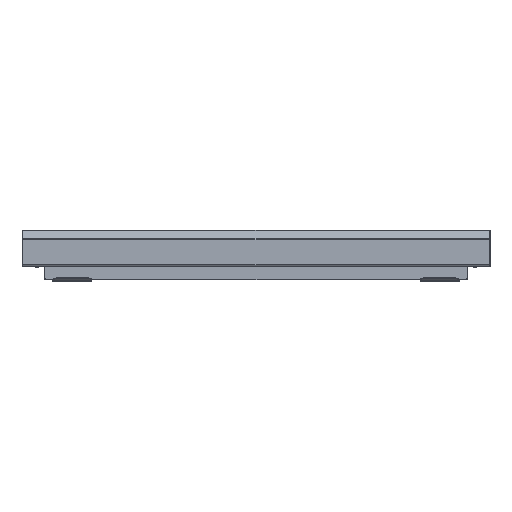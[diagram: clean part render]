
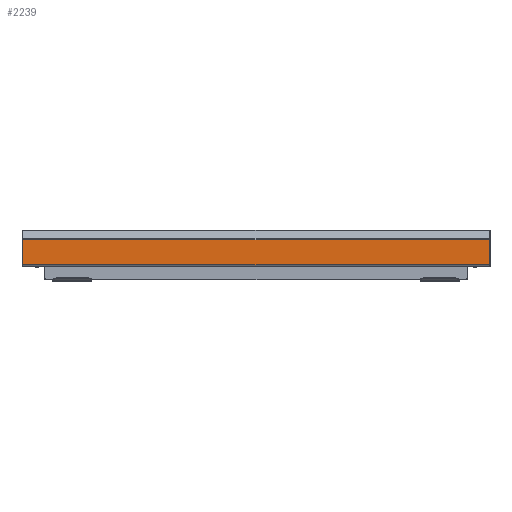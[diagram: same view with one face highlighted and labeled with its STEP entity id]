
A CAD part, top view. The second image highlights one B-rep face of the part: STEP entity #2239.
In plain terms, the highlighted planar face has unit normal (0, 0, 1).
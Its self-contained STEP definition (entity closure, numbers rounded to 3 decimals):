
#91 = CARTESIAN_POINT ( 'NONE',  ( 477.5, -19.054, 243. ) ) ;
#315 = DIRECTION ( 'NONE',  ( 0., 0., 1. ) ) ;
#747 = VECTOR ( 'NONE', #15599, 1000. ) ;
#1063 = LINE ( 'NONE', #8468, #747 ) ;
#1392 = EDGE_LOOP ( 'NONE', ( #8046, #3390, #8369, #9683 ) ) ;
#2239 = ADVANCED_FACE ( 'NONE', ( #6007 ), #5119, .T. ) ;
#2492 = CARTESIAN_POINT ( 'NONE',  ( -477.5, -19.054, 243. ) ) ;
#2724 = EDGE_CURVE ( 'NONE', #13702, #12908, #4056, .T. ) ;
#3390 = ORIENTED_EDGE ( 'NONE', *, *, #9704, .F. ) ;
#3545 = VERTEX_POINT ( 'NONE', #9806 ) ;
#3673 = LINE ( 'NONE', #2492, #13398 ) ;
#4056 = LINE ( 'NONE', #6581, #9796 ) ;
#4408 = EDGE_CURVE ( 'NONE', #11509, #13702, #1063, .T. ) ;
#5119 = PLANE ( 'NONE',  #11334 ) ;
#5184 = EDGE_CURVE ( 'NONE', #11509, #3545, #3673, .T. ) ;
#6007 = FACE_OUTER_BOUND ( 'NONE', #1392, .T. ) ;
#6308 = CARTESIAN_POINT ( 'NONE',  ( -477.5, -19.054, 243. ) ) ;
#6352 = DIRECTION ( 'NONE',  ( 1., 0., 0. ) ) ;
#6581 = CARTESIAN_POINT ( 'NONE',  ( -477.5, -69.906, 243. ) ) ;
#8046 = ORIENTED_EDGE ( 'NONE', *, *, #2724, .T. ) ;
#8369 = ORIENTED_EDGE ( 'NONE', *, *, #5184, .F. ) ;
#8468 = CARTESIAN_POINT ( 'NONE',  ( -477.5, -19.054, 243. ) ) ;
#8628 = VECTOR ( 'NONE', #11070, 1000. ) ;
#8726 = DIRECTION ( 'NONE',  ( 1., 0., 0. ) ) ;
#8950 = CARTESIAN_POINT ( 'NONE',  ( 477.5, -69.906, 243. ) ) ;
#9336 = CARTESIAN_POINT ( 'NONE',  ( -477.5, -69.906, 243. ) ) ;
#9683 = ORIENTED_EDGE ( 'NONE', *, *, #4408, .T. ) ;
#9704 = EDGE_CURVE ( 'NONE', #3545, #12908, #10996, .T. ) ;
#9796 = VECTOR ( 'NONE', #6352, 1000. ) ;
#9806 = CARTESIAN_POINT ( 'NONE',  ( 477.5, -19.054, 243. ) ) ;
#10996 = LINE ( 'NONE', #91, #8628 ) ;
#11070 = DIRECTION ( 'NONE',  ( 0., -1., 0. ) ) ;
#11334 = AXIS2_PLACEMENT_3D ( 'NONE', #6308, #315, #14570 ) ;
#11509 = VERTEX_POINT ( 'NONE', #12171 ) ;
#12171 = CARTESIAN_POINT ( 'NONE',  ( -477.5, -19.054, 243. ) ) ;
#12908 = VERTEX_POINT ( 'NONE', #8950 ) ;
#13398 = VECTOR ( 'NONE', #8726, 1000. ) ;
#13702 = VERTEX_POINT ( 'NONE', #9336 ) ;
#14570 = DIRECTION ( 'NONE',  ( 0., -1., 0. ) ) ;
#15599 = DIRECTION ( 'NONE',  ( 0., -1., 0. ) ) ;
